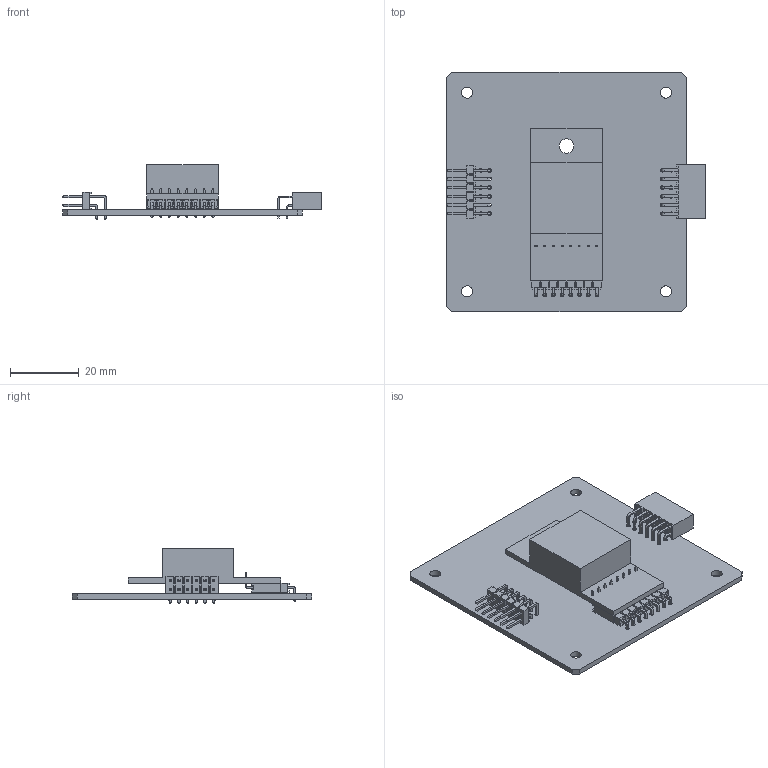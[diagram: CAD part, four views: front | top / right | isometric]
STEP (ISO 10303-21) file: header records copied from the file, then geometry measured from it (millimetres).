
FILE_DESCRIPTION(/* description */ (''),/* implementation_level */ '2;1');
FILE_NAME(/* name */ 'ESDK-NO2.step',/* time_stamp */ '2022-06-27T15:59:00+01:00',/* author */ (''),/* organization */ (''),/* preprocessor_version */ 'ST-DEVELOPER v19',/* originating_system */ 'Autodesk Translation Framework v11.7.0.108',/* authorisation */ '');
FILE_SCHEMA (('AUTOMOTIVE_DESIGN { 1 0 10303 214 3 1 1 }'));
Length unit declared in the file: millimetre
Products named in the file (12): NO2; TSW-108-08-G-S-RA; T-1S6-08-TSW-1-08-8-RA-S; TSW-108-08-G-S-RA_body; ULPSM-NO2; _ _ _C081LGBN-RC; TSW-106-08-G-D-NA; _TSW-106-08-G-D-NA_body; _T-1S6-08-TSW-1-08-6-NA-D; SSW-106-02-G-D-RA; _T1SSW-106-02-G-D-RA; _P2SSW-106-02-G-D-RA
Assembly tree (11 placements, depth 3):
  NO2
    TSW-108-08-G-S-RA
      T-1S6-08-TSW-1-08-8-RA-S
      TSW-108-08-G-S-RA_body
    ULPSM-NO2
      _ _ _C081LGBN-RC
    TSW-106-08-G-D-NA
      _TSW-106-08-G-D-NA_body
      _T-1S6-08-TSW-1-08-6-NA-D
    SSW-106-02-G-D-RA
      _T1SSW-106-02-G-D-RA
      _P2SSW-106-02-G-D-RA
Bounding box: 75.53 x 70 x 15.91 mm (x, y, z)
Volume: 14180.2 mm3; surface area: 16933.8 mm2
Topology: 17 solids, 17 shells, 1863 faces, 4940 edges, 3153 vertices
Faces by surface type: plane 1657, cylinder 206
Full cylindrical faces by diameter (mm): 1.04 x12, 1.1 x20, 3.2 x4, 4.216 x1, 6.35 x1
Entity records: 57826 total; most frequent: CARTESIAN_POINT 9982, ORIENTED_EDGE 9880, DIRECTION 9155, EDGE_CURVE 4940, LINE 4495, VECTOR 4495, VERTEX_POINT 3153, AXIS2_PLACEMENT_3D 2330
